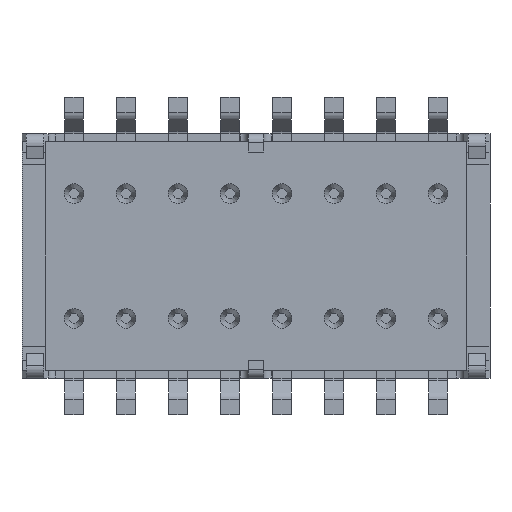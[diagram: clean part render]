
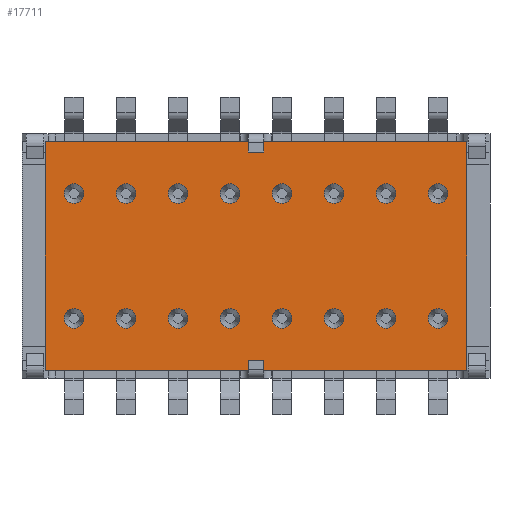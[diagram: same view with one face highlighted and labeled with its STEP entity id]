
A CAD part, front view. The second image highlights one B-rep face of the part: STEP entity #17711.
In plain terms, the highlighted planar face has unit normal (0, -1, 0).
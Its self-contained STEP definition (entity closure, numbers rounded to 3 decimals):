
#254=CIRCLE('',#18446,0.19);
#255=CIRCLE('',#18447,0.19);
#256=CIRCLE('',#18448,0.19);
#257=CIRCLE('',#18449,0.19);
#258=CIRCLE('',#18450,0.19);
#259=CIRCLE('',#18451,0.19);
#260=CIRCLE('',#18452,0.19);
#261=CIRCLE('',#18453,0.19);
#262=CIRCLE('',#18454,0.19);
#263=CIRCLE('',#18455,0.19);
#264=CIRCLE('',#18456,0.19);
#265=CIRCLE('',#18457,0.19);
#266=CIRCLE('',#18458,0.19);
#267=CIRCLE('',#18459,0.19);
#268=CIRCLE('',#18460,0.19);
#269=CIRCLE('',#18461,0.19);
#628=ORIENTED_EDGE('',*,*,#4441,.F.);
#629=ORIENTED_EDGE('',*,*,#4442,.F.);
#630=ORIENTED_EDGE('',*,*,#4443,.F.);
#631=ORIENTED_EDGE('',*,*,#4444,.F.);
#632=ORIENTED_EDGE('',*,*,#4445,.F.);
#633=ORIENTED_EDGE('',*,*,#4446,.F.);
#634=ORIENTED_EDGE('',*,*,#4447,.F.);
#635=ORIENTED_EDGE('',*,*,#4448,.F.);
#636=ORIENTED_EDGE('',*,*,#4449,.F.);
#637=ORIENTED_EDGE('',*,*,#4450,.F.);
#638=ORIENTED_EDGE('',*,*,#4451,.F.);
#639=ORIENTED_EDGE('',*,*,#4452,.F.);
#640=ORIENTED_EDGE('',*,*,#4453,.F.);
#641=ORIENTED_EDGE('',*,*,#4454,.F.);
#642=ORIENTED_EDGE('',*,*,#4455,.F.);
#643=ORIENTED_EDGE('',*,*,#4456,.F.);
#644=ORIENTED_EDGE('',*,*,#4457,.F.);
#645=ORIENTED_EDGE('',*,*,#4458,.T.);
#646=ORIENTED_EDGE('',*,*,#4459,.F.);
#647=ORIENTED_EDGE('',*,*,#4460,.F.);
#648=ORIENTED_EDGE('',*,*,#4436,.T.);
#649=ORIENTED_EDGE('',*,*,#4461,.T.);
#650=ORIENTED_EDGE('',*,*,#4462,.T.);
#651=ORIENTED_EDGE('',*,*,#4463,.F.);
#652=ORIENTED_EDGE('',*,*,#4439,.T.);
#653=ORIENTED_EDGE('',*,*,#4464,.T.);
#654=ORIENTED_EDGE('',*,*,#4465,.F.);
#655=ORIENTED_EDGE('',*,*,#4466,.F.);
#4436=EDGE_CURVE('',#6344,#6343,#7609,.T.);
#4439=EDGE_CURVE('',#6346,#6345,#7612,.T.);
#4441=EDGE_CURVE('',#6347,#6347,#254,.T.);
#4442=EDGE_CURVE('',#6348,#6348,#255,.T.);
#4443=EDGE_CURVE('',#6349,#6349,#256,.T.);
#4444=EDGE_CURVE('',#6350,#6350,#257,.T.);
#4445=EDGE_CURVE('',#6351,#6351,#258,.T.);
#4446=EDGE_CURVE('',#6352,#6352,#259,.T.);
#4447=EDGE_CURVE('',#6353,#6353,#260,.T.);
#4448=EDGE_CURVE('',#6354,#6354,#261,.T.);
#4449=EDGE_CURVE('',#6355,#6355,#262,.T.);
#4450=EDGE_CURVE('',#6356,#6356,#263,.T.);
#4451=EDGE_CURVE('',#6357,#6357,#264,.T.);
#4452=EDGE_CURVE('',#6358,#6358,#265,.T.);
#4453=EDGE_CURVE('',#6359,#6359,#266,.T.);
#4454=EDGE_CURVE('',#6360,#6360,#267,.T.);
#4455=EDGE_CURVE('',#6361,#6361,#268,.T.);
#4456=EDGE_CURVE('',#6362,#6362,#269,.T.);
#4457=EDGE_CURVE('',#6363,#6364,#7614,.T.);
#4458=EDGE_CURVE('',#6363,#6365,#7615,.T.);
#4459=EDGE_CURVE('',#6366,#6365,#7616,.T.);
#4460=EDGE_CURVE('',#6344,#6366,#7617,.T.);
#4461=EDGE_CURVE('',#6343,#6367,#7618,.T.);
#4462=EDGE_CURVE('',#6367,#6368,#7619,.T.);
#4463=EDGE_CURVE('',#6346,#6368,#7620,.T.);
#4464=EDGE_CURVE('',#6345,#6369,#7621,.T.);
#4465=EDGE_CURVE('',#6370,#6369,#7622,.T.);
#4466=EDGE_CURVE('',#6364,#6370,#7623,.T.);
#6343=VERTEX_POINT('',#23306);
#6344=VERTEX_POINT('',#23308);
#6345=VERTEX_POINT('',#23311);
#6346=VERTEX_POINT('',#23313);
#6347=VERTEX_POINT('',#23317);
#6348=VERTEX_POINT('',#23319);
#6349=VERTEX_POINT('',#23321);
#6350=VERTEX_POINT('',#23323);
#6351=VERTEX_POINT('',#23325);
#6352=VERTEX_POINT('',#23327);
#6353=VERTEX_POINT('',#23329);
#6354=VERTEX_POINT('',#23331);
#6355=VERTEX_POINT('',#23333);
#6356=VERTEX_POINT('',#23335);
#6357=VERTEX_POINT('',#23337);
#6358=VERTEX_POINT('',#23339);
#6359=VERTEX_POINT('',#23341);
#6360=VERTEX_POINT('',#23343);
#6361=VERTEX_POINT('',#23345);
#6362=VERTEX_POINT('',#23347);
#6363=VERTEX_POINT('',#23349);
#6364=VERTEX_POINT('',#23350);
#6365=VERTEX_POINT('',#23352);
#6366=VERTEX_POINT('',#23354);
#6367=VERTEX_POINT('',#23357);
#6368=VERTEX_POINT('',#23359);
#6369=VERTEX_POINT('',#23362);
#6370=VERTEX_POINT('',#23364);
#7609=LINE('',#23307,#9166);
#7612=LINE('',#23312,#9169);
#7614=LINE('',#23348,#9171);
#7615=LINE('',#23351,#9172);
#7616=LINE('',#23353,#9173);
#7617=LINE('',#23355,#9174);
#7618=LINE('',#23356,#9175);
#7619=LINE('',#23358,#9176);
#7620=LINE('',#23360,#9177);
#7621=LINE('',#23361,#9178);
#7622=LINE('',#23363,#9179);
#7623=LINE('',#23365,#9180);
#9166=VECTOR('',#19562,1000.);
#9169=VECTOR('',#19565,1000.);
#9171=VECTOR('',#19601,1000.);
#9172=VECTOR('',#19602,1000.);
#9173=VECTOR('',#19603,1000.);
#9174=VECTOR('',#19604,1000.);
#9175=VECTOR('',#19605,1000.);
#9176=VECTOR('',#19606,1000.);
#9177=VECTOR('',#19607,1000.);
#9178=VECTOR('',#19608,1000.);
#9179=VECTOR('',#19609,1000.);
#9180=VECTOR('',#19610,1000.);
#10695=EDGE_LOOP('',(#628));
#10696=EDGE_LOOP('',(#629));
#10697=EDGE_LOOP('',(#630));
#10698=EDGE_LOOP('',(#631));
#10699=EDGE_LOOP('',(#632));
#10700=EDGE_LOOP('',(#633));
#10701=EDGE_LOOP('',(#634));
#10702=EDGE_LOOP('',(#635));
#10703=EDGE_LOOP('',(#636));
#10704=EDGE_LOOP('',(#637));
#10705=EDGE_LOOP('',(#638));
#10706=EDGE_LOOP('',(#639));
#10707=EDGE_LOOP('',(#640));
#10708=EDGE_LOOP('',(#641));
#10709=EDGE_LOOP('',(#642));
#10710=EDGE_LOOP('',(#643));
#10711=EDGE_LOOP('',(#644,#645,#646,#647,#648,#649,#650,#651,#652,#653,
#654,#655));
#11498=FACE_BOUND('',#10695,.T.);
#11499=FACE_BOUND('',#10696,.T.);
#11500=FACE_BOUND('',#10697,.T.);
#11501=FACE_BOUND('',#10698,.T.);
#11502=FACE_BOUND('',#10699,.T.);
#11503=FACE_BOUND('',#10700,.T.);
#11504=FACE_BOUND('',#10701,.T.);
#11505=FACE_BOUND('',#10702,.T.);
#11506=FACE_BOUND('',#10703,.T.);
#11507=FACE_BOUND('',#10704,.T.);
#11508=FACE_BOUND('',#10705,.T.);
#11509=FACE_BOUND('',#10706,.T.);
#11510=FACE_BOUND('',#10707,.T.);
#11511=FACE_BOUND('',#10708,.T.);
#11512=FACE_BOUND('',#10709,.T.);
#11513=FACE_BOUND('',#10710,.T.);
#11514=FACE_BOUND('',#10711,.T.);
#12293=PLANE('',#18445);
#17711=ADVANCED_FACE('',(#11498,#11499,#11500,#11501,#11502,#11503,#11504,
#11505,#11506,#11507,#11508,#11509,#11510,#11511,#11512,#11513,#11514),
#12293,.F.);
#18445=AXIS2_PLACEMENT_3D('',#23315,#19567,#19568);
#18446=AXIS2_PLACEMENT_3D('',#23316,#19569,#19570);
#18447=AXIS2_PLACEMENT_3D('',#23318,#19571,#19572);
#18448=AXIS2_PLACEMENT_3D('',#23320,#19573,#19574);
#18449=AXIS2_PLACEMENT_3D('',#23322,#19575,#19576);
#18450=AXIS2_PLACEMENT_3D('',#23324,#19577,#19578);
#18451=AXIS2_PLACEMENT_3D('',#23326,#19579,#19580);
#18452=AXIS2_PLACEMENT_3D('',#23328,#19581,#19582);
#18453=AXIS2_PLACEMENT_3D('',#23330,#19583,#19584);
#18454=AXIS2_PLACEMENT_3D('',#23332,#19585,#19586);
#18455=AXIS2_PLACEMENT_3D('',#23334,#19587,#19588);
#18456=AXIS2_PLACEMENT_3D('',#23336,#19589,#19590);
#18457=AXIS2_PLACEMENT_3D('',#23338,#19591,#19592);
#18458=AXIS2_PLACEMENT_3D('',#23340,#19593,#19594);
#18459=AXIS2_PLACEMENT_3D('',#23342,#19595,#19596);
#18460=AXIS2_PLACEMENT_3D('',#23344,#19597,#19598);
#18461=AXIS2_PLACEMENT_3D('',#23346,#19599,#19600);
#19562=DIRECTION('',(-1.,0.,0.));
#19565=DIRECTION('',(-1.,0.,0.));
#19567=DIRECTION('',(0.,1.,0.));
#19568=DIRECTION('',(0.,0.,1.));
#19569=DIRECTION('',(0.,-1.,0.));
#19570=DIRECTION('',(0.,0.,-1.));
#19571=DIRECTION('',(0.,-1.,0.));
#19572=DIRECTION('',(0.,0.,-1.));
#19573=DIRECTION('',(0.,-1.,0.));
#19574=DIRECTION('',(0.,0.,-1.));
#19575=DIRECTION('',(0.,-1.,0.));
#19576=DIRECTION('',(0.,0.,-1.));
#19577=DIRECTION('',(0.,-1.,0.));
#19578=DIRECTION('',(0.,0.,-1.));
#19579=DIRECTION('',(0.,-1.,0.));
#19580=DIRECTION('',(0.,0.,-1.));
#19581=DIRECTION('',(0.,-1.,0.));
#19582=DIRECTION('',(0.,0.,-1.));
#19583=DIRECTION('',(0.,-1.,0.));
#19584=DIRECTION('',(0.,0.,-1.));
#19585=DIRECTION('',(0.,-1.,0.));
#19586=DIRECTION('',(0.,0.,-1.));
#19587=DIRECTION('',(0.,-1.,0.));
#19588=DIRECTION('',(0.,0.,-1.));
#19589=DIRECTION('',(0.,-1.,0.));
#19590=DIRECTION('',(0.,0.,-1.));
#19591=DIRECTION('',(0.,-1.,0.));
#19592=DIRECTION('',(0.,0.,-1.));
#19593=DIRECTION('',(0.,-1.,0.));
#19594=DIRECTION('',(0.,0.,-1.));
#19595=DIRECTION('',(0.,-1.,0.));
#19596=DIRECTION('',(0.,0.,-1.));
#19597=DIRECTION('',(0.,-1.,0.));
#19598=DIRECTION('',(0.,0.,-1.));
#19599=DIRECTION('',(0.,-1.,0.));
#19600=DIRECTION('',(0.,0.,-1.));
#19601=DIRECTION('',(-1.,0.,0.));
#19602=DIRECTION('',(0.,0.,-1.));
#19603=DIRECTION('',(-1.,0.,0.));
#19604=DIRECTION('',(0.,0.,-1.));
#19605=DIRECTION('',(0.,0.,-1.));
#19606=DIRECTION('',(-1.,0.,0.));
#19607=DIRECTION('',(0.,0.,-1.));
#19608=DIRECTION('',(0.,0.,-1.));
#19609=DIRECTION('',(-1.,0.,0.));
#19610=DIRECTION('',(0.,0.,-1.));
#23306=CARTESIAN_POINT('',(0.15,0.,2.2));
#23307=CARTESIAN_POINT('',(4.05,0.,2.2));
#23308=CARTESIAN_POINT('',(4.05,0.,2.2));
#23311=CARTESIAN_POINT('',(-4.05,0.,2.2));
#23312=CARTESIAN_POINT('',(4.05,0.,2.2));
#23313=CARTESIAN_POINT('',(-0.15,0.,2.2));
#23315=CARTESIAN_POINT('',(4.05,0.,2.2));
#23316=CARTESIAN_POINT('',(-3.5,0.,1.2));
#23317=CARTESIAN_POINT('',(-3.5,0.,1.01));
#23318=CARTESIAN_POINT('',(-3.5,0.,-1.2));
#23319=CARTESIAN_POINT('',(-3.5,0.,-1.39));
#23320=CARTESIAN_POINT('',(3.5,0.,1.2));
#23321=CARTESIAN_POINT('',(3.5,0.,1.01));
#23322=CARTESIAN_POINT('',(3.5,0.,-1.2));
#23323=CARTESIAN_POINT('',(3.5,0.,-1.39));
#23324=CARTESIAN_POINT('',(2.5,0.,1.2));
#23325=CARTESIAN_POINT('',(2.5,0.,1.01));
#23326=CARTESIAN_POINT('',(2.5,0.,-1.2));
#23327=CARTESIAN_POINT('',(2.5,0.,-1.39));
#23328=CARTESIAN_POINT('',(-2.5,0.,-1.2));
#23329=CARTESIAN_POINT('',(-2.5,0.,-1.39));
#23330=CARTESIAN_POINT('',(-2.5,0.,1.2));
#23331=CARTESIAN_POINT('',(-2.5,0.,1.01));
#23332=CARTESIAN_POINT('',(-1.5,0.,1.2));
#23333=CARTESIAN_POINT('',(-1.5,0.,1.01));
#23334=CARTESIAN_POINT('',(-1.5,0.,-1.2));
#23335=CARTESIAN_POINT('',(-1.5,0.,-1.39));
#23336=CARTESIAN_POINT('',(1.5,0.,1.2));
#23337=CARTESIAN_POINT('',(1.5,0.,1.01));
#23338=CARTESIAN_POINT('',(1.5,0.,-1.2));
#23339=CARTESIAN_POINT('',(1.5,0.,-1.39));
#23340=CARTESIAN_POINT('',(-0.5,0.,-1.2));
#23341=CARTESIAN_POINT('',(-0.5,0.,-1.39));
#23342=CARTESIAN_POINT('',(-0.5,0.,1.2));
#23343=CARTESIAN_POINT('',(-0.5,0.,1.01));
#23344=CARTESIAN_POINT('',(0.5,0.,-1.2));
#23345=CARTESIAN_POINT('',(0.5,0.,-1.39));
#23346=CARTESIAN_POINT('',(0.5,0.,1.2));
#23347=CARTESIAN_POINT('',(0.5,0.,1.01));
#23348=CARTESIAN_POINT('',(0.15,0.,-2.));
#23349=CARTESIAN_POINT('',(0.15,0.,-2.));
#23350=CARTESIAN_POINT('',(-0.15,0.,-2.));
#23351=CARTESIAN_POINT('',(0.15,0.,-2.));
#23352=CARTESIAN_POINT('',(0.15,0.,-2.2));
#23353=CARTESIAN_POINT('',(4.05,0.,-2.2));
#23354=CARTESIAN_POINT('',(4.05,0.,-2.2));
#23355=CARTESIAN_POINT('',(4.05,0.,2.2));
#23356=CARTESIAN_POINT('',(0.15,0.,2.2));
#23357=CARTESIAN_POINT('',(0.15,0.,2.));
#23358=CARTESIAN_POINT('',(0.15,0.,2.));
#23359=CARTESIAN_POINT('',(-0.15,0.,2.));
#23360=CARTESIAN_POINT('',(-0.15,0.,2.2));
#23361=CARTESIAN_POINT('',(-4.05,0.,2.2));
#23362=CARTESIAN_POINT('',(-4.05,0.,-2.2));
#23363=CARTESIAN_POINT('',(4.05,0.,-2.2));
#23364=CARTESIAN_POINT('',(-0.15,0.,-2.2));
#23365=CARTESIAN_POINT('',(-0.15,0.,-2.));
